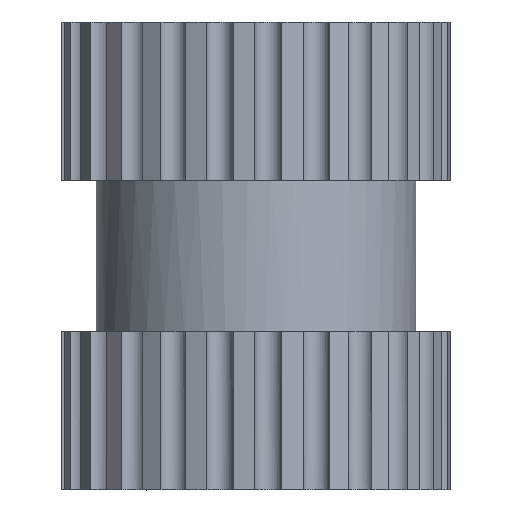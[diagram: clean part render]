
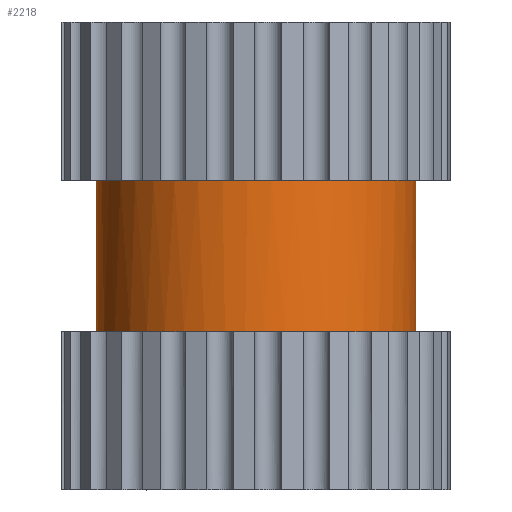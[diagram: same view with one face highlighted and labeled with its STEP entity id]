
A CAD part, front view. The second image highlights one B-rep face of the part: STEP entity #2218.
In plain terms, the highlighted free-form (B-spline) face has degree [2, 1] with [7, 2] control points.
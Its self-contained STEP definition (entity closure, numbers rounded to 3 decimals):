
#2218 = ADVANCED_FACE('',(#2219),#2259,.T.);
#2219 = FACE_BOUND('',#2220,.T.);
#2220 = EDGE_LOOP('',(#2221,#2233,#2240,#2250,#2251));
#2221 = ORIENTED_EDGE('',*,*,#2222,.T.);
#2222 = EDGE_CURVE('',#2223,#2225,#2227,.T.);
#2223 = VERTEX_POINT('',#2224);
#2224 = CARTESIAN_POINT('',(2.648,0.,-1.257));
#2225 = VERTEX_POINT('',#2226);
#2226 = CARTESIAN_POINT('',(-2.648,0.,-1.257));
#2227 = ( BOUNDED_CURVE() B_SPLINE_CURVE(2,(#2228,#2229,#2230,#2231,
#2232),.UNSPECIFIED.,.F.,.F.) B_SPLINE_CURVE_WITH_KNOTS((3,2,3),(0.,
1.571,3.142),.PIECEWISE_BEZIER_KNOTS.) CURVE() 
GEOMETRIC_REPRESENTATION_ITEM() RATIONAL_B_SPLINE_CURVE((1.,
0.707,1.,0.707,1.)) REPRESENTATION_ITEM('') );
#2228 = CARTESIAN_POINT('',(2.648,0.,-1.257));
#2229 = CARTESIAN_POINT('',(2.648,2.648,-1.257
    ));
#2230 = CARTESIAN_POINT('',(0.,2.648,
    -1.257));
#2231 = CARTESIAN_POINT('',(-2.648,2.648,
    -1.257));
#2232 = CARTESIAN_POINT('',(-2.648,0.,
    -1.257));
#2233 = ORIENTED_EDGE('',*,*,#2234,.F.);
#2234 = EDGE_CURVE('',#2235,#2225,#2237,.T.);
#2235 = VERTEX_POINT('',#2236);
#2236 = CARTESIAN_POINT('',(-2.648,0.,1.257));
#2237 = B_SPLINE_CURVE_WITH_KNOTS('',1,(#2238,#2239),.UNSPECIFIED.,.F.,
  .F.,(2,2),(0.527,2.473),.PIECEWISE_BEZIER_KNOTS.);
#2238 = CARTESIAN_POINT('',(-2.648,0.,
    1.257));
#2239 = CARTESIAN_POINT('',(-2.648,0.,
    -1.257));
#2240 = ORIENTED_EDGE('',*,*,#2241,.T.);
#2241 = EDGE_CURVE('',#2235,#2235,#2242,.T.);
#2242 = ( BOUNDED_CURVE() B_SPLINE_CURVE(2,(#2243,#2244,#2245,#2246,
#2247,#2248,#2249),.UNSPECIFIED.,.T.,.F.) B_SPLINE_CURVE_WITH_KNOTS((1,2
    ,2,2,2,1),(-2.094,0.,2.094,4.189,
6.283,8.378),.UNSPECIFIED.) CURVE() 
GEOMETRIC_REPRESENTATION_ITEM() RATIONAL_B_SPLINE_CURVE((1.,0.5,1.,0.5,
1.,0.5,1.)) REPRESENTATION_ITEM('') );
#2243 = CARTESIAN_POINT('',(-2.648,0.,1.257));
#2244 = CARTESIAN_POINT('',(-2.648,4.586,1.257
    ));
#2245 = CARTESIAN_POINT('',(1.324,2.293,1.257)
  );
#2246 = CARTESIAN_POINT('',(5.295,0.,
    1.257));
#2247 = CARTESIAN_POINT('',(1.324,-2.293,1.257
    ));
#2248 = CARTESIAN_POINT('',(-2.648,-4.586,
    1.257));
#2249 = CARTESIAN_POINT('',(-2.648,0.,1.257));
#2250 = ORIENTED_EDGE('',*,*,#2234,.T.);
#2251 = ORIENTED_EDGE('',*,*,#2252,.T.);
#2252 = EDGE_CURVE('',#2225,#2223,#2253,.T.);
#2253 = ( BOUNDED_CURVE() B_SPLINE_CURVE(2,(#2254,#2255,#2256,#2257,
#2258),.UNSPECIFIED.,.F.,.F.) B_SPLINE_CURVE_WITH_KNOTS((3,2,3),(
    3.142,4.712,6.283),
.PIECEWISE_BEZIER_KNOTS.) CURVE() GEOMETRIC_REPRESENTATION_ITEM() 
RATIONAL_B_SPLINE_CURVE((1.,0.707,1.,0.707,1.)) 
REPRESENTATION_ITEM('') );
#2254 = CARTESIAN_POINT('',(-2.648,0.,
    -1.257));
#2255 = CARTESIAN_POINT('',(-2.648,-2.648,
    -1.257));
#2256 = CARTESIAN_POINT('',(0.,-2.648,
    -1.257));
#2257 = CARTESIAN_POINT('',(2.648,-2.648,
    -1.257));
#2258 = CARTESIAN_POINT('',(2.648,0.,
    -1.257));
#2259 = ( BOUNDED_SURFACE() B_SPLINE_SURFACE(2,1,(
    (#2260,#2261)
    ,(#2262,#2263)
    ,(#2264,#2265)
    ,(#2266,#2267)
    ,(#2268,#2269)
    ,(#2270,#2271)
    ,(#2272,#2273
)),.UNSPECIFIED.,.T.,.F.,.F.) B_SPLINE_SURFACE_WITH_KNOTS((1,2,2,2,2,1),
  (2,2),(-2.094,0.,2.094,4.189,6.283,
    8.378),(0.527,2.473),.UNSPECIFIED.) 
GEOMETRIC_REPRESENTATION_ITEM() RATIONAL_B_SPLINE_SURFACE((
    (1.,1.)
    ,(0.5,0.5)
    ,(1.,1.)
    ,(0.5,0.5)
    ,(1.,1.)
    ,(0.5,0.5)
,(1.,1.))) REPRESENTATION_ITEM('') SURFACE() );
#2260 = CARTESIAN_POINT('',(-2.648,0.,1.257));
#2261 = CARTESIAN_POINT('',(-2.648,0.,-1.257));
#2262 = CARTESIAN_POINT('',(-2.648,4.586,1.257
    ));
#2263 = CARTESIAN_POINT('',(-2.648,4.586,
    -1.257));
#2264 = CARTESIAN_POINT('',(1.324,2.293,1.257)
  );
#2265 = CARTESIAN_POINT('',(1.324,2.293,-1.257
    ));
#2266 = CARTESIAN_POINT('',(5.295,0.,
    1.257));
#2267 = CARTESIAN_POINT('',(5.295,0.,
    -1.257));
#2268 = CARTESIAN_POINT('',(1.324,-2.293,1.257
    ));
#2269 = CARTESIAN_POINT('',(1.324,-2.293,
    -1.257));
#2270 = CARTESIAN_POINT('',(-2.648,-4.586,
    1.257));
#2271 = CARTESIAN_POINT('',(-2.648,-4.586,
    -1.257));
#2272 = CARTESIAN_POINT('',(-2.648,0.,1.257));
#2273 = CARTESIAN_POINT('',(-2.648,0.,-1.257));
